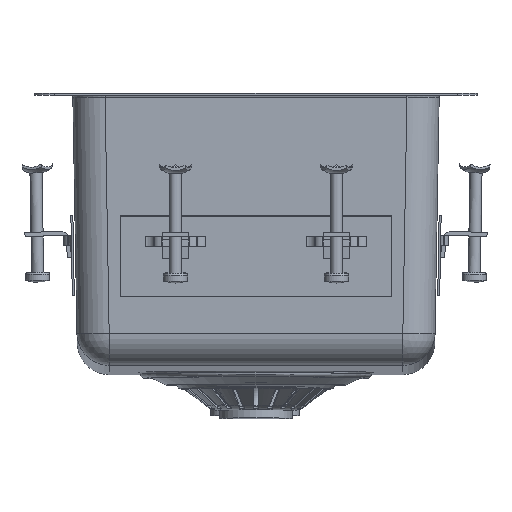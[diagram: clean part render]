
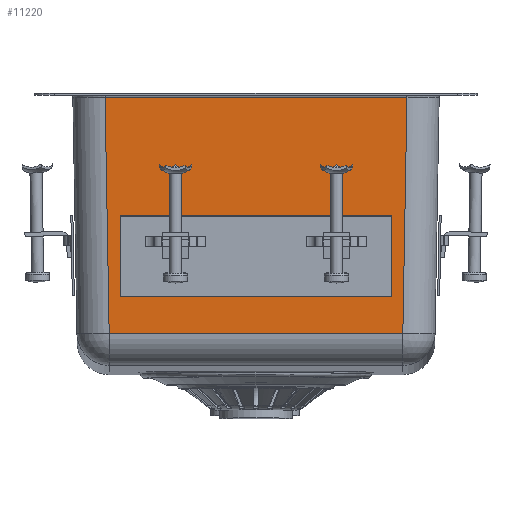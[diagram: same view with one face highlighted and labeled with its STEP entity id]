
A CAD part, front view. The second image highlights one B-rep face of the part: STEP entity #11220.
In plain terms, the highlighted planar face has unit normal (0, -1, -0.018).
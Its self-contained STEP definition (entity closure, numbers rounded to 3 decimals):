
#883=LINE('',#18072,#1731);
#884=LINE('',#18075,#1732);
#885=LINE('',#18077,#1733);
#886=LINE('',#18079,#1734);
#1731=VECTOR('',#14888,1000.);
#1732=VECTOR('',#14889,1000.);
#1733=VECTOR('',#14890,1000.);
#1734=VECTOR('',#14891,1000.);
#2583=ORIENTED_EDGE('',*,*,#6087,.T.);
#2584=ORIENTED_EDGE('',*,*,#6088,.T.);
#2585=ORIENTED_EDGE('',*,*,#6089,.T.);
#2586=ORIENTED_EDGE('',*,*,#6090,.T.);
#6087=EDGE_CURVE('',#7839,#7840,#883,.F.);
#6088=EDGE_CURVE('',#7840,#7841,#884,.T.);
#6089=EDGE_CURVE('',#7841,#7842,#885,.T.);
#6090=EDGE_CURVE('',#7842,#7839,#886,.F.);
#7839=VERTEX_POINT('',#18073);
#7840=VERTEX_POINT('',#18074);
#7841=VERTEX_POINT('',#18076);
#7842=VERTEX_POINT('',#18078);
#9451=EDGE_LOOP('',(#2583,#2584,#2585,#2586));
#10190=FACE_BOUND('',#9451,.T.);
#10928=PLANE('',#13703);
#11220=ADVANCED_FACE('',(#10190),#10928,.T.);
#13703=AXIS2_PLACEMENT_3D('',#18071,#14886,#14887);
#14886=DIRECTION('',(0.,-1.,-0.017));
#14887=DIRECTION('',(0.,0.017,-1.));
#14888=DIRECTION('',(-0.017,0.017,-1.));
#14889=DIRECTION('',(-1.,0.,0.));
#14890=DIRECTION('',(0.017,0.017,-1.));
#14891=DIRECTION('',(-1.,0.,0.));
#18071=CARTESIAN_POINT('',(0.,-201.,-1.));
#18072=CARTESIAN_POINT('',(74.98,-200.977,-2.308));
#18073=CARTESIAN_POINT('',(72.934,-198.932,-119.476));
#18074=CARTESIAN_POINT('',(74.985,-200.983,-1.983));
#18075=CARTESIAN_POINT('',(-75.002,-200.983,-1.983));
#18076=CARTESIAN_POINT('',(-74.985,-200.983,-1.983));
#18077=CARTESIAN_POINT('',(-74.98,-200.977,-2.308));
#18078=CARTESIAN_POINT('',(-72.934,-198.932,-119.476));
#18079=CARTESIAN_POINT('',(88.661,-198.932,-119.476));
